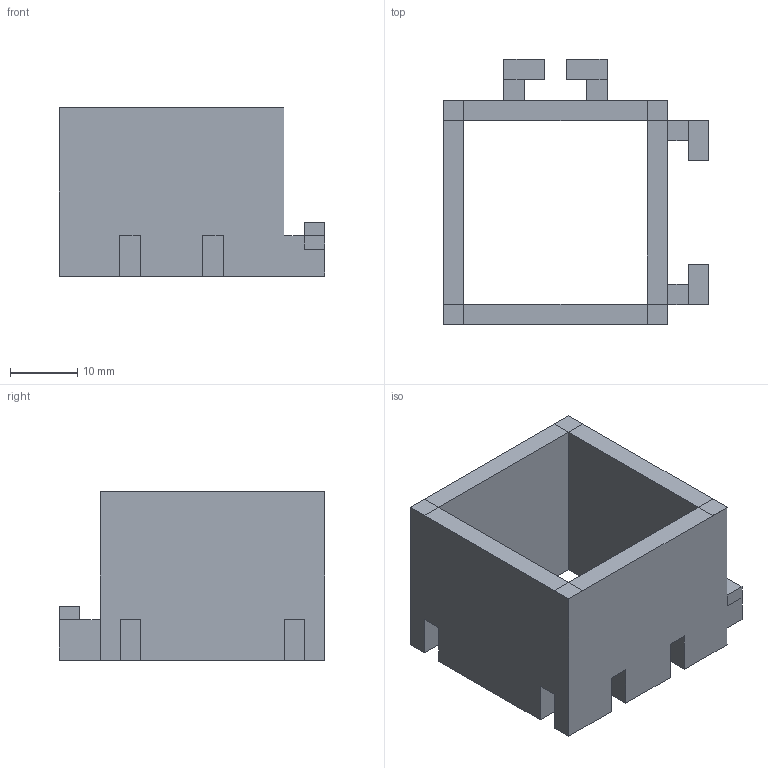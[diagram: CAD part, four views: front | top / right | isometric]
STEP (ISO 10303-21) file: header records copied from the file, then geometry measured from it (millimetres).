
FILE_DESCRIPTION(('FreeCAD Model'),'2;1');
FILE_NAME('Open CASCADE Shape Model','2022-09-04T22:50:07',('Author'),( ''),'Open CASCADE STEP processor 7.5','FreeCAD','Unknown');
FILE_SCHEMA(('AUTOMOTIVE_DESIGN { 1 0 10303 214 1 1 1 1 }'));
Length unit declared in the file: millimetre
Products named in the file (1): T_Small_Shadow2
Bounding box: 39.43 x 39.43 x 25 mm (x, y, z)
Volume: 9643.6 mm3; surface area: 7557.9 mm2
Topology: 1 solids, 1 shells, 98 faces, 251 edges, 153 vertices
Faces by surface type: plane 98
Entity records: 6064 total; most frequent: CARTESIAN_POINT 1081, DIRECTION 875, LINE 677, VECTOR 677, ORIENTED_EDGE 502, PCURVE 502, DEFINITIONAL_REPRESENTATION 502, EDGE_CURVE 251
